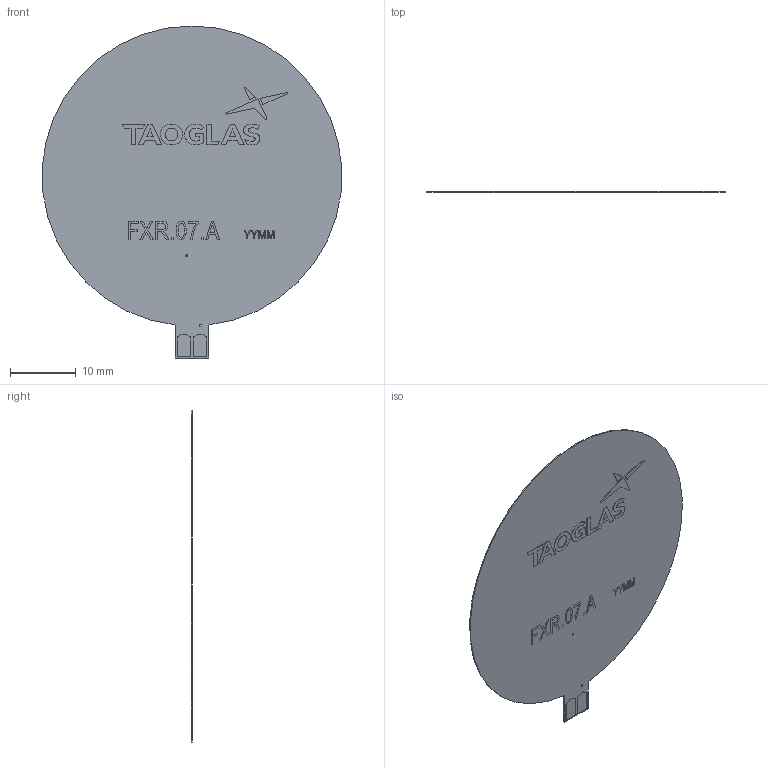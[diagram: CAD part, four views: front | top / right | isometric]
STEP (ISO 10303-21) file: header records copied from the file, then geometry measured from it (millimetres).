
FILE_DESCRIPTION (( 'STEP AP214' ), '1' );
FILE_NAME ('FXR.07.A_web.STEP', '2020-07-14T03:56:30', ( '' ), ( '' ), 'SwSTEP 2.0', 'SolidWorks 2018', '' );
FILE_SCHEMA (( 'AUTOMOTIVE_DESIGN' ));
Length unit declared in the file: millimetre
Products named in the file (1): FXR.07.A_web
Bounding box: 45.43 x 0.26 x 50.36 mm (x, y, z)
Volume: 269.1 mm3; surface area: 3343 mm2
Topology: 1 solids, 1 shells, 387 faces, 1065 edges, 710 vertices
Faces by surface type: plane 312, bspline 69, cylinder 6
Entity records: 16872 total; most frequent: CARTESIAN_POINT 3168, ORIENTED_EDGE 2130, DIRECTION 1577, EDGE_CURVE 1065, VECTOR 915, LINE 915, VERTEX_POINT 710, EDGE_LOOP 421
